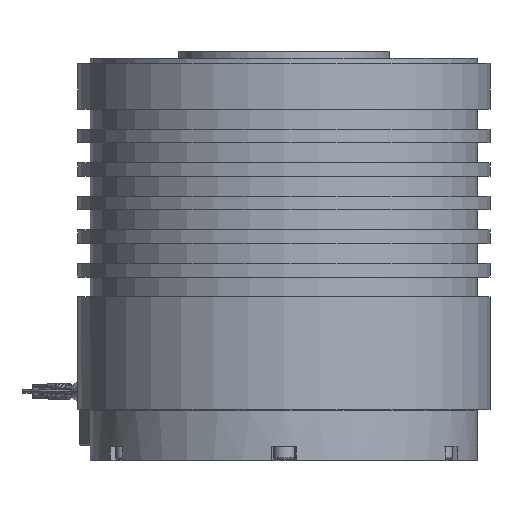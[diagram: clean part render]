
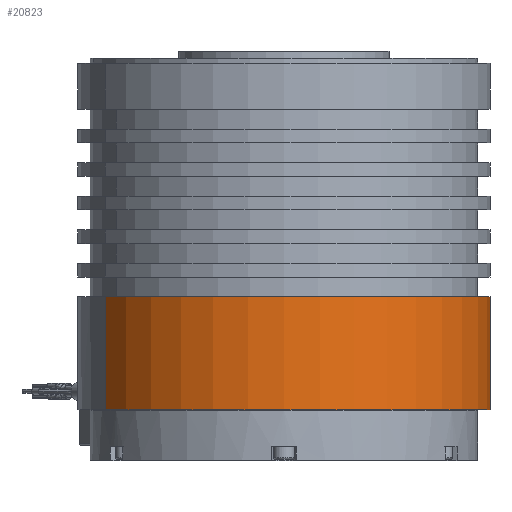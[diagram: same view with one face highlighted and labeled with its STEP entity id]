
A CAD part, front view. The second image highlights one B-rep face of the part: STEP entity #20823.
In plain terms, the highlighted cylindrical face has radius 83 mm (diameter 166 mm), a partial arc.
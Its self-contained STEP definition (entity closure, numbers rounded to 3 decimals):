
#2418=CARTESIAN_POINT('',(0.,0.,-98.95));
#2419=DIRECTION('',(0.,0.,-1.));
#2420=DIRECTION('',(0.866,0.5,0.));
#2421=AXIS2_PLACEMENT_3D('',#2418,#2419,#2420);
#2423=DIRECTION('',(0.,0.,1.));
#2424=VECTOR('',#2423,45.5);
#2425=CARTESIAN_POINT('',(71.88,41.5,-144.45));
#2426=LINE('',#2425,#2424);
#2427=CARTESIAN_POINT('',(0.,0.,-144.45));
#2428=DIRECTION('',(0.,0.,1.));
#2429=DIRECTION('',(-0.866,-0.5,0.));
#2430=AXIS2_PLACEMENT_3D('',#2427,#2428,#2429);
#2432=DIRECTION('',(0.,0.,1.));
#2433=VECTOR('',#2432,45.5);
#2434=CARTESIAN_POINT('',(-71.88,-41.5,-144.45));
#2435=LINE('',#2434,#2433);
#14337=CARTESIAN_POINT('',(-71.88,-41.5,-144.45));
#14338=CARTESIAN_POINT('',(71.88,41.5,-144.45));
#14339=VERTEX_POINT('',#14337);
#14340=VERTEX_POINT('',#14338);
#14377=CARTESIAN_POINT('',(-71.88,-41.5,-98.95));
#14378=CARTESIAN_POINT('',(71.88,41.5,-98.95));
#14379=VERTEX_POINT('',#14377);
#14380=VERTEX_POINT('',#14378);
#20808=CARTESIAN_POINT('',(0.,0.,2.025));
#20809=DIRECTION('',(0.,0.,-1.));
#20810=DIRECTION('',(0.866,0.5,0.));
#20811=AXIS2_PLACEMENT_3D('',#20808,#20809,#20810);
#20812=CYLINDRICAL_SURFACE('',#20811,83.);
#20814=ORIENTED_EDGE('',*,*,#20813,.F.);
#20816=ORIENTED_EDGE('',*,*,#20815,.F.);
#20818=ORIENTED_EDGE('',*,*,#20817,.F.);
#20820=ORIENTED_EDGE('',*,*,#20819,.T.);
#20821=EDGE_LOOP('',(#20814,#20816,#20818,#20820));
#20822=FACE_OUTER_BOUND('',#20821,.F.);
#2422=CIRCLE('',#2421,83.);
#2431=CIRCLE('',#2430,83.);
#20813=EDGE_CURVE('',#14380,#14379,#2422,.T.);
#20815=EDGE_CURVE('',#14340,#14380,#2426,.T.);
#20817=EDGE_CURVE('',#14339,#14340,#2431,.T.);
#20819=EDGE_CURVE('',#14339,#14379,#2435,.T.);
#20823=ADVANCED_FACE('',(#20822),#20812,.T.);
